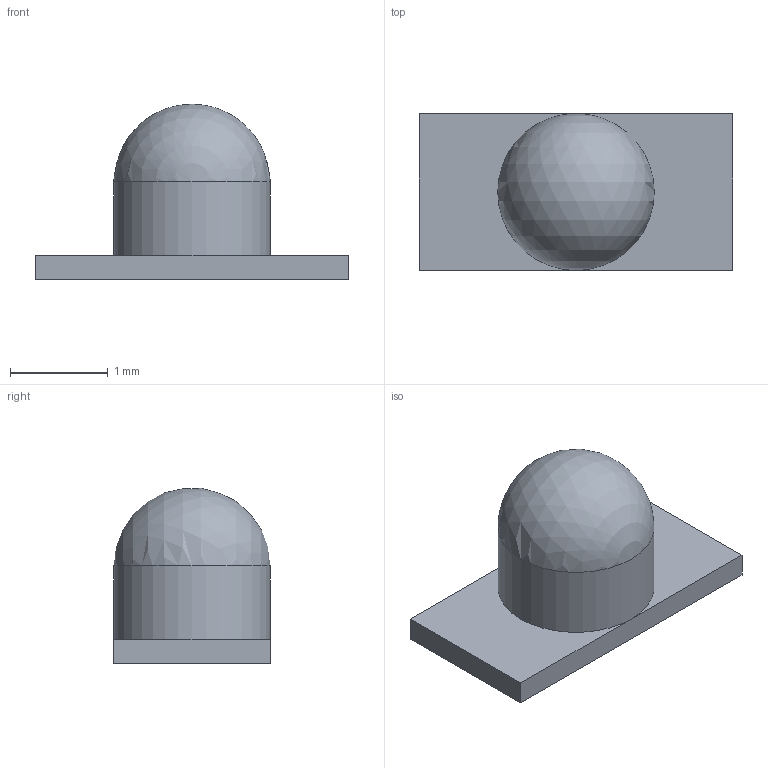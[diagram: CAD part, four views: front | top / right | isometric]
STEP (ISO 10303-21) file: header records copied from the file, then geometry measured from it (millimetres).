
FILE_DESCRIPTION(('FreeCAD Model'),'2;1');
FILE_NAME('KPTBD-3216SURKCGKC.step','2019-01-03T19:33:51', ('kicad StepUp'),('ksu MCAD'),'Open CASCADE STEP processor 6.8', 'FreeCAD','Unknown');
FILE_SCHEMA(('AUTOMOTIVE_DESIGN_CC2 { 1 2 10303 214 -1 1 5 4 }'));
Length unit declared in the file: millimetre
Products named in the file (1): KPTBD-3216SURKCGKC
Bounding box: 3.2 x 1.6 x 1.79 mm (x, y, z)
Volume: 3.9 mm3; surface area: 18.4 mm2
Topology: 1 solids, 1 shells, 9 faces, 23 edges, 14 vertices
Faces by surface type: plane 7, cylinder 1, sphere 1
Full cylindrical faces by diameter (mm): 1.6 x1
Entity records: 336 total; most frequent: DIRECTION 47, CARTESIAN_POINT 45, ORIENTED_EDGE 42, EDGE_CURVE 21, AXIS2_PLACEMENT_3D 16, LINE 15, VECTOR 15, VERTEX_POINT 14
